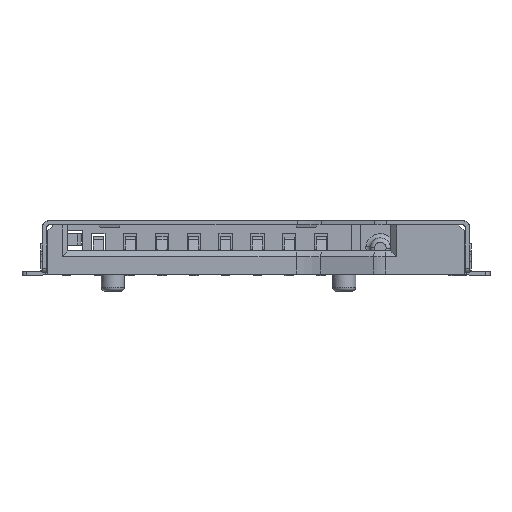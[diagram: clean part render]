
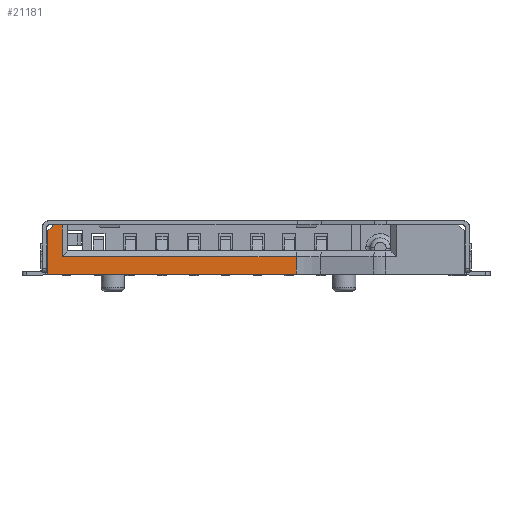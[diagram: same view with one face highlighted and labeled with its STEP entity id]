
A CAD part, front view. The second image highlights one B-rep face of the part: STEP entity #21181.
In plain terms, the highlighted planar face has unit normal (0, -1, 0).
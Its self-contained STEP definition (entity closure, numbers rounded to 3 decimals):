
#20011 = VERTEX_POINT('',#20012);
#20012 = CARTESIAN_POINT('',(6.342,-3.299,
    0.056));
#20019 = EDGE_CURVE('',#20020,#20011,#20022,.T.);
#20020 = VERTEX_POINT('',#20021);
#20021 = CARTESIAN_POINT('',(-2.246,-3.299,0.056)
  );
#20022 = LINE('',#20023,#20024);
#20023 = CARTESIAN_POINT('',(-2.246,-3.299,0.056)
  );
#20024 = VECTOR('',#20025,1.);
#20025 = DIRECTION('',(1.,0.,0.));
#20795 = VERTEX_POINT('',#20796);
#20796 = CARTESIAN_POINT('',(-2.046,-3.299,1.756));
#20802 = EDGE_CURVE('',#20795,#20803,#20805,.T.);
#20803 = VERTEX_POINT('',#20804);
#20804 = CARTESIAN_POINT('',(-1.746,-3.299,1.756));
#20805 = LINE('',#20806,#20807);
#20806 = CARTESIAN_POINT('',(-2.046,-3.299,1.756));
#20807 = VECTOR('',#20808,1.);
#20808 = DIRECTION('',(1.,0.,0.));
#21042 = EDGE_CURVE('',#21043,#20803,#21045,.T.);
#21043 = VERTEX_POINT('',#21044);
#21044 = CARTESIAN_POINT('',(-1.746,-3.299,0.656));
#21045 = LINE('',#21046,#21047);
#21046 = CARTESIAN_POINT('',(-1.746,-3.299,0.656));
#21047 = VECTOR('',#21048,1.);
#21048 = DIRECTION('',(0.,0.,1.));
#21164 = VERTEX_POINT('',#21165);
#21165 = CARTESIAN_POINT('',(-2.246,-3.299,1.556));
#21171 = EDGE_CURVE('',#20795,#21164,#21172,.T.);
#21172 = LINE('',#21173,#21174);
#21173 = CARTESIAN_POINT('',(-2.046,-3.299,1.756));
#21174 = VECTOR('',#21175,1.);
#21175 = DIRECTION('',(-0.707,0.,
    -0.707));
#21181 = ADVANCED_FACE('',(#21182),#21208,.F.);
#21182 = FACE_BOUND('',#21183,.T.);
#21183 = EDGE_LOOP('',(#21184,#21185,#21186,#21192,#21193,#21201,#21207)
  );
#21184 = ORIENTED_EDGE('',*,*,#20802,.F.);
#21185 = ORIENTED_EDGE('',*,*,#21171,.T.);
#21186 = ORIENTED_EDGE('',*,*,#21187,.F.);
#21187 = EDGE_CURVE('',#20020,#21164,#21188,.T.);
#21188 = LINE('',#21189,#21190);
#21189 = CARTESIAN_POINT('',(-2.246,-3.299,0.056)
  );
#21190 = VECTOR('',#21191,1.);
#21191 = DIRECTION('',(0.,0.,1.));
#21192 = ORIENTED_EDGE('',*,*,#20019,.T.);
#21193 = ORIENTED_EDGE('',*,*,#21194,.F.);
#21194 = EDGE_CURVE('',#21195,#20011,#21197,.T.);
#21195 = VERTEX_POINT('',#21196);
#21196 = CARTESIAN_POINT('',(6.342,-3.299,
    0.656));
#21197 = LINE('',#21198,#21199);
#21198 = CARTESIAN_POINT('',(6.342,-3.299,
    0.656));
#21199 = VECTOR('',#21200,1.);
#21200 = DIRECTION('',(0.,0.,-1.));
#21201 = ORIENTED_EDGE('',*,*,#21202,.T.);
#21202 = EDGE_CURVE('',#21195,#21043,#21203,.T.);
#21203 = LINE('',#21204,#21205);
#21204 = CARTESIAN_POINT('',(6.342,-3.299,
    0.656));
#21205 = VECTOR('',#21206,1.);
#21206 = DIRECTION('',(-1.,0.,0.));
#21207 = ORIENTED_EDGE('',*,*,#21042,.T.);
#21208 = PLANE('',#21209);
#21209 = AXIS2_PLACEMENT_3D('',#21210,#21211,#21212);
#21210 = CARTESIAN_POINT('',(6.764,-3.299,1.756));
#21211 = DIRECTION('',(0.,1.,0.));
#21212 = DIRECTION('',(0.,0.,-1.));
